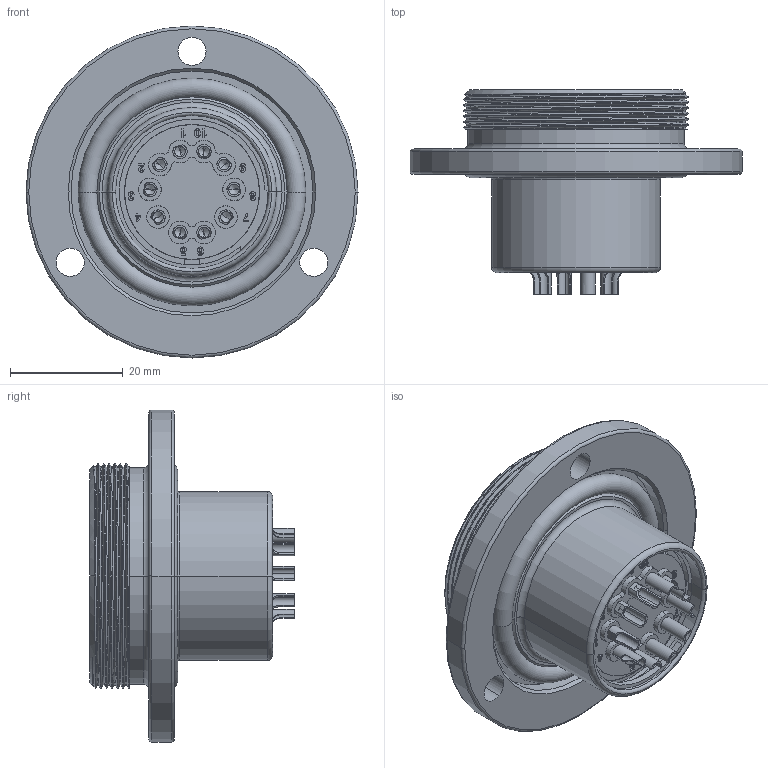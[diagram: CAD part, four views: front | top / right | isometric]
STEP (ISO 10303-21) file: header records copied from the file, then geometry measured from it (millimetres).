
FILE_DESCRIPTION((''),'2;1');
FILE_NAME('YZ3010S02E0-GM-1_SW0001','2017-08-03T',('tc.chen'),(''),'PRO/ENGINEER BY PARAMETRIC TECHNOLOGY CORPORATION, 2012480','PRO/ENGINEER BY PARAMETRIC TECHNOLOGY CORPORATION, 2012480','');
FILE_SCHEMA(('AUTOMOTIVE_DESIGN { 1 0 10303 214 1 1 1 1 }'));
Length unit declared in the file: millimetre
Products named in the file (1): YZ3010S02E0-GM-1_SW0001
Bounding box: 59 x 36.3 x 59 mm (x, y, z)
Volume: 19752.4 mm3; surface area: 18094.2 mm2
Topology: 1 solids, 1 shells, 1036 faces, 2820 edges, 1820 vertices
Faces by surface type: plane 341, extrusion 299, cone 190, cylinder 164, sphere 20, torus 14, bspline 8
Entity records: 46779 total; most frequent: CARTESIAN_POINT 13264, ORIENTED_EDGE 5560, DIRECTION 4473, EDGE_CURVE 2780, VERTEX_POINT 1820, VECTOR 1597, AXIS2_PLACEMENT_3D 1438, PRESENTATION_STYLE_ASSIGNMENT 1327
